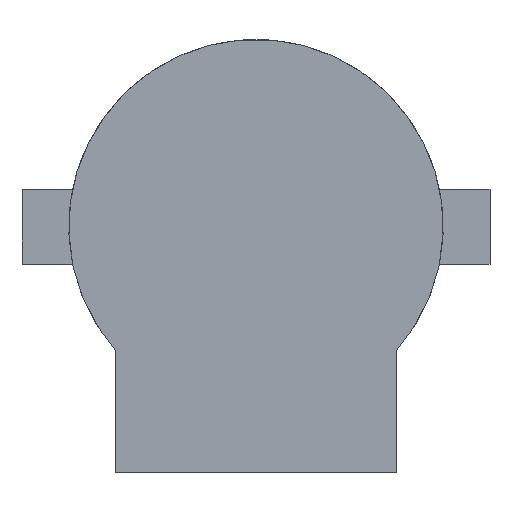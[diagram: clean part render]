
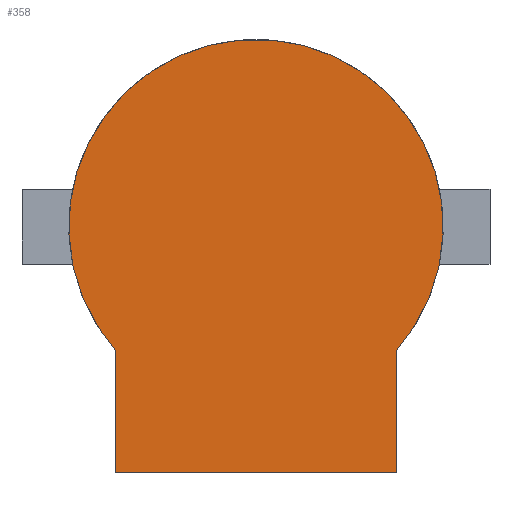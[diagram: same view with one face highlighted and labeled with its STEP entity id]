
A CAD part, top view. The second image highlights one B-rep face of the part: STEP entity #358.
In plain terms, the highlighted planar face has unit normal (0, 0, 1).
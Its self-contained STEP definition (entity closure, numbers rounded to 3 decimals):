
#33 = VERTEX_POINT('',#34);
#34 = CARTESIAN_POINT('',(3.,-2.646,3.2));
#40 = EDGE_CURVE('',#33,#41,#43,.T.);
#41 = VERTEX_POINT('',#42);
#42 = CARTESIAN_POINT('',(-3.,-2.646,3.2));
#43 = CIRCLE('',#44,4.);
#44 = AXIS2_PLACEMENT_3D('',#45,#46,#47);
#45 = CARTESIAN_POINT('',(0.,0.,3.2));
#46 = DIRECTION('',(0.,0.,1.));
#47 = DIRECTION('',(1.,0.,0.));
#339 = EDGE_CURVE('',#41,#340,#342,.T.);
#340 = VERTEX_POINT('',#341);
#341 = CARTESIAN_POINT('',(-3.,-5.246,3.2));
#342 = LINE('',#343,#344);
#343 = CARTESIAN_POINT('',(-3.,-2.646,3.2));
#344 = VECTOR('',#345,1.);
#345 = DIRECTION('',(0.,-1.,0.));
#358 = ADVANCED_FACE('',(#359),#377,.T.);
#359 = FACE_BOUND('',#360,.T.);
#360 = EDGE_LOOP('',(#361,#362,#363,#371));
#361 = ORIENTED_EDGE('',*,*,#40,.T.);
#362 = ORIENTED_EDGE('',*,*,#339,.T.);
#363 = ORIENTED_EDGE('',*,*,#364,.T.);
#364 = EDGE_CURVE('',#340,#365,#367,.T.);
#365 = VERTEX_POINT('',#366);
#366 = CARTESIAN_POINT('',(3.,-5.246,3.2));
#367 = LINE('',#368,#369);
#368 = CARTESIAN_POINT('',(-3.,-5.246,3.2));
#369 = VECTOR('',#370,1.);
#370 = DIRECTION('',(1.,0.,0.));
#371 = ORIENTED_EDGE('',*,*,#372,.T.);
#372 = EDGE_CURVE('',#365,#33,#373,.T.);
#373 = LINE('',#374,#375);
#374 = CARTESIAN_POINT('',(3.,-5.246,3.2));
#375 = VECTOR('',#376,1.);
#376 = DIRECTION('',(0.,1.,0.));
#377 = PLANE('',#378);
#378 = AXIS2_PLACEMENT_3D('',#379,#380,#381);
#379 = CARTESIAN_POINT('',(0.,-1.247,3.2));
#380 = DIRECTION('',(0.,0.,1.));
#381 = DIRECTION('',(1.,0.,0.));
